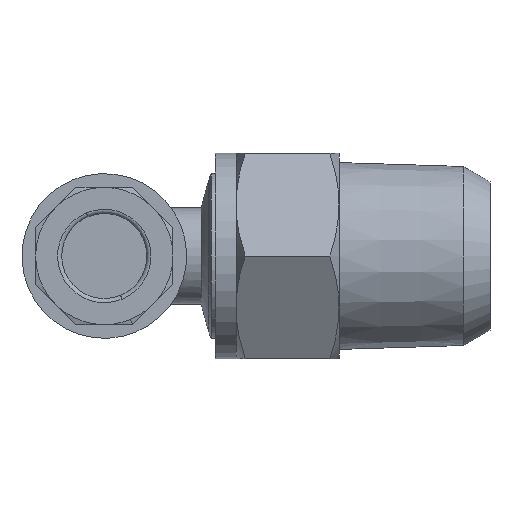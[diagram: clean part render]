
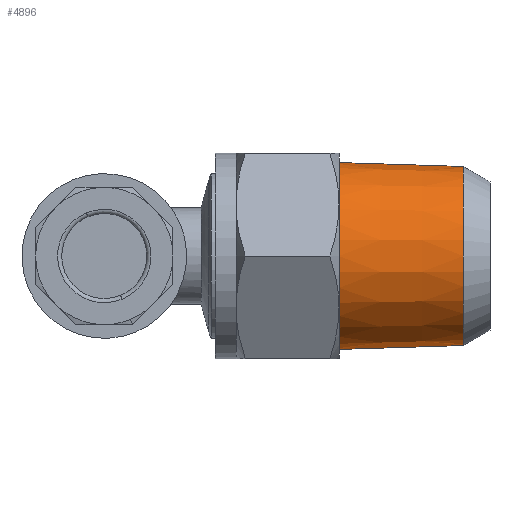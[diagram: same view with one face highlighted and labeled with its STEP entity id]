
A CAD part, left-side view. The second image highlights one B-rep face of the part: STEP entity #4896.
In plain terms, the highlighted conical face has half-angle 1.79 degrees and reference radius 6.52 mm.
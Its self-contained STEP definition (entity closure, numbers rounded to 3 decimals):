
#82 = CARTESIAN_POINT ( 'NONE',  ( 0., -5.16, 6.52 ) ) ;
#83 = DIRECTION ( 'NONE',  ( 0., 1., -0.031 ) ) ;
#84 = DIRECTION ( 'NONE',  ( 0., 1., 0.031 ) ) ;
#90 = CARTESIAN_POINT ( 'NONE',  ( 0., -5.16, -6.52 ) ) ;
#188 = EDGE_CURVE ( 'NONE', #1082, #1087, #3953, .T. ) ;
#190 = EDGE_CURVE ( 'NONE', #1044, #1080, #3958, .T. ) ;
#213 = EDGE_CURVE ( 'NONE', #1080, #1087, #3973, .T. ) ;
#214 = EDGE_CURVE ( 'NONE', #1044, #1082, #3972, .T. ) ;
#263 = AXIS2_PLACEMENT_3D ( 'NONE', #3255, #3256, #3257 ) ;
#264 = AXIS2_PLACEMENT_3D ( 'NONE', #3259, #3260, #3261 ) ;
#1044 = VERTEX_POINT ( 'NONE', #4087 ) ;
#1080 = VERTEX_POINT ( 'NONE', #4073 ) ;
#1082 = VERTEX_POINT ( 'NONE', #4081 ) ;
#1087 = VERTEX_POINT ( 'NONE', #4103 ) ;
#2400 = AXIS2_PLACEMENT_3D ( 'NONE', #2564, #2553, #2572 ) ;
#2553 = DIRECTION ( 'NONE',  ( 0., 1., 0. ) ) ;
#2564 = CARTESIAN_POINT ( 'NONE',  ( 0., -5.16, 0. ) ) ;
#2572 = DIRECTION ( 'NONE',  ( 0., 0., 1. ) ) ;
#3255 = CARTESIAN_POINT ( 'NONE',  ( 0., 3.9, 0. ) ) ;
#3256 = DIRECTION ( 'NONE',  ( 0., -1., 0. ) ) ;
#3257 = DIRECTION ( 'NONE',  ( 0., 0., -1. ) ) ;
#3259 = CARTESIAN_POINT ( 'NONE',  ( 0., -5.16, 0. ) ) ;
#3260 = DIRECTION ( 'NONE',  ( 0., -1., 0. ) ) ;
#3261 = DIRECTION ( 'NONE',  ( 0., 0., -1. ) ) ;
#3902 = EDGE_LOOP ( 'NONE', ( #5980, #5981, #5982, #5983 ) ) ;
#3953 = LINE ( 'NONE', #90, #3957 ) ;
#3957 = VECTOR ( 'NONE', #83, 1000. ) ;
#3958 = LINE ( 'NONE', #82, #3960 ) ;
#3960 = VECTOR ( 'NONE', #84, 1000. ) ;
#3972 = CIRCLE ( 'NONE', #264, 6.52 ) ;
#3973 = CIRCLE ( 'NONE', #263, 6.803 ) ;
#4073 = CARTESIAN_POINT ( 'NONE',  ( 0., 3.9, 6.803 ) ) ;
#4081 = CARTESIAN_POINT ( 'NONE',  ( 0., -5.16, -6.52 ) ) ;
#4087 = CARTESIAN_POINT ( 'NONE',  ( 0., -5.16, 6.52 ) ) ;
#4103 = CARTESIAN_POINT ( 'NONE',  ( 0., 3.9, -6.803 ) ) ;
#4896 = ADVANCED_FACE ( 'NONE', ( #5585 ), #5593, .T. ) ;
#5585 = FACE_OUTER_BOUND ( 'NONE', #3902, .T. ) ;
#5593 = CONICAL_SURFACE ( 'NONE', #2400, 6.52, 0.031 ) ;
#5980 = ORIENTED_EDGE ( 'NONE', *, *, #188, .F. ) ;
#5981 = ORIENTED_EDGE ( 'NONE', *, *, #214, .F. ) ;
#5982 = ORIENTED_EDGE ( 'NONE', *, *, #190, .T. ) ;
#5983 = ORIENTED_EDGE ( 'NONE', *, *, #213, .T. ) ;
